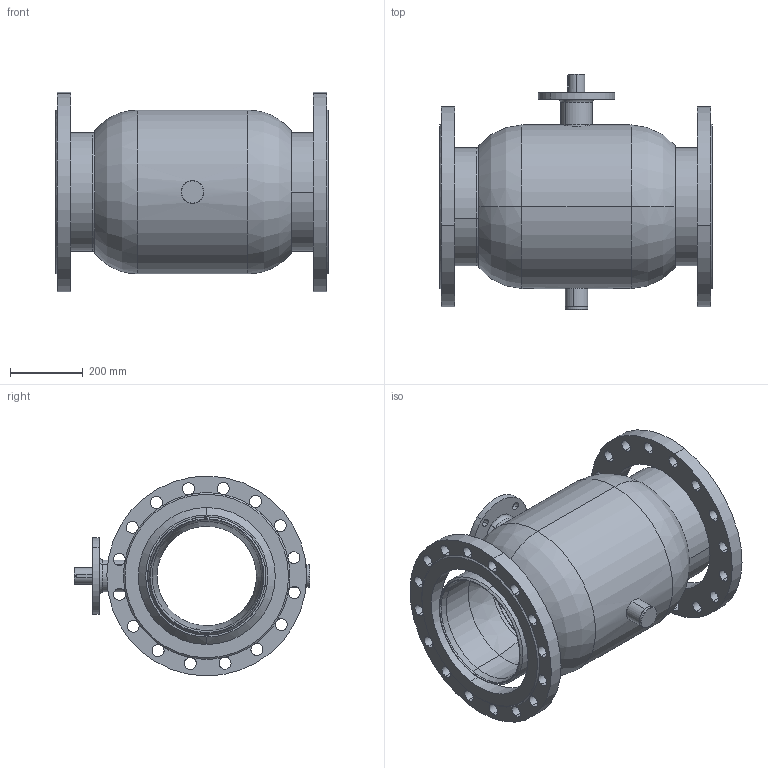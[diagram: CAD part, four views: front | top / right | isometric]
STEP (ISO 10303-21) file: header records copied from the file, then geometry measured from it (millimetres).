
FILE_DESCRIPTION (( 'STEP AP214' ), '1' );
FILE_NAME ('DN300法兰球阀PN25.STEP', '2023-10-09T01:35:05', ( '' ), ( '' ), 'SwSTEP 2.0', 'SolidWorks 2019', '' );
FILE_SCHEMA (( 'AUTOMOTIVE_DESIGN' ));
Length unit declared in the file: millimetre
Products named in the file (9): Q61F-300-22狟揤裔; Q61F-300-4傻諉; 300粣杶珨; Q61F-300-19苤粣杶; 350楊擘2.5; Q61F-300-1概极樓馱; 200-300瑩; DN300楊擘⑩概PN25; 陔蜊Q61F-300-3概裝 -
Assembly tree (10 placements, depth 2):
  DN300楊擘⑩概PN25
    Q61F-300-1概极樓馱
    Q61F-300-22狟揤裔
    300粣杶珨
    Q61F-300-4傻諉  x2
    陔蜊Q61F-300-3概裝 -
    Q61F-300-19苤粣杶
    200-300瑩
    350楊擘2.5  x2
Bounding box: 750 x 647.16 x 549.96 mm (x, y, z)
Volume: 23119540.8 mm3; surface area: 3450975.6 mm2
Topology: 10 solids, 10 shells, 329 faces, 809 edges, 496 vertices
Faces by surface type: cylinder 181, plane 94, cone 34, torus 20
Entity records: 8493 total; most frequent: CARTESIAN_POINT 1774, DIRECTION 1435, ORIENTED_EDGE 1146, AXIS2_PLACEMENT_3D 621, EDGE_CURVE 573, CIRCLE 365, VERTEX_POINT 356, EDGE_LOOP 307
